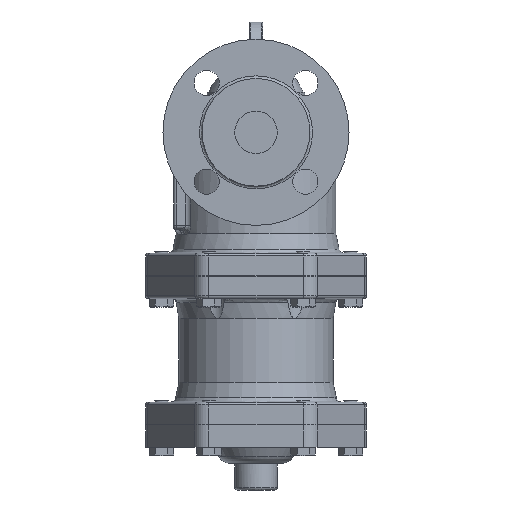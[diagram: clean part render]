
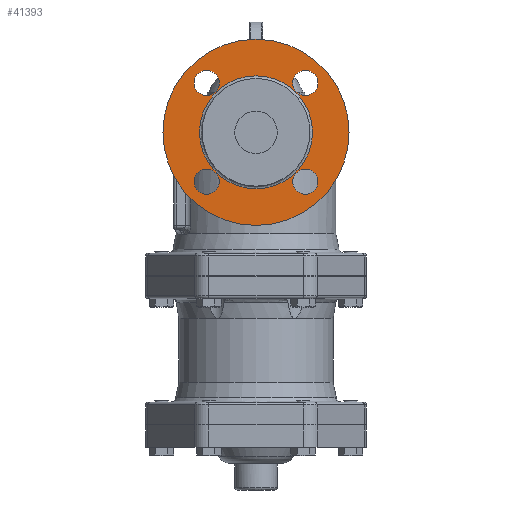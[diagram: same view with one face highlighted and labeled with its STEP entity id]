
A CAD part, left-side view. The second image highlights one B-rep face of the part: STEP entity #41393.
In plain terms, the highlighted free-form (B-spline) face has degree [1, 1] with [2, 2] control points.
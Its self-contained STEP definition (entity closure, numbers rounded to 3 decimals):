
#41315=CARTESIAN_POINT('',(-105.5,0.0,150.5));
#41316=VERTEX_POINT('',#41315);
#41317=CARTESIAN_POINT('',(-105.5,0.0,108.0));
#41318=DIRECTION('',(-1.0,0.0,0.0));
#41319=DIRECTION('',(0.0,0.0,-1.0));
#41320=AXIS2_PLACEMENT_3D('',#41317,#41318,#41319);
#41321=CIRCLE('',#41320,42.5);
#41322=EDGE_CURVE('',#41316,#41316,#41321,.T.);
#41330=CARTESIAN_POINT('',(-105.5,70.0,178.0));
#41331=CARTESIAN_POINT('',(-105.5,70.0,38.0));
#41332=CARTESIAN_POINT('',(-105.5,-70.0,178.0));
#41333=CARTESIAN_POINT('',(-105.5,-70.0,38.0));
#41334=B_SPLINE_SURFACE_WITH_KNOTS('',1,1,((#41330,#41332),(#41331,#41333)),.UNSPECIFIED.,.F.,.F.,.U.,(2,2),(2,2),(0.0,140.0),(0.0,140.0),.UNSPECIFIED.);
#41335=CARTESIAN_POINT('',(-105.5,0.0,178.0));
#41336=VERTEX_POINT('',#41335);
#41337=CARTESIAN_POINT('',(-105.5,0.0,108.0));
#41338=DIRECTION('',(-1.0,0.0,0.0));
#41339=DIRECTION('',(0.0,0.0,1.0));
#41340=AXIS2_PLACEMENT_3D('',#41337,#41338,#41339);
#41341=CIRCLE('',#41340,70.0);
#41342=EDGE_CURVE('',#41336,#41336,#41341,.T.);
#41343=ORIENTED_EDGE('',*,*,#41342,.T.);
#41344=EDGE_LOOP('',(#41343));
#41345=FACE_OUTER_BOUND('',#41344,.T.);
#41346=CARTESIAN_POINT('',(-105.5,-27.623,70.877));
#41347=VERTEX_POINT('',#41346);
#41348=CARTESIAN_POINT('',(-105.5,-37.123,70.877));
#41349=DIRECTION('',(1.0,0.0,0.0));
#41350=DIRECTION('',(0.0,1.0,0.0));
#41351=AXIS2_PLACEMENT_3D('',#41348,#41349,#41350);
#41352=CIRCLE('',#41351,9.5);
#41353=EDGE_CURVE('',#41347,#41347,#41352,.T.);
#41354=ORIENTED_EDGE('',*,*,#41353,.T.);
#41355=EDGE_LOOP('',(#41354));
#41356=FACE_BOUND('',#41355,.T.);
#41357=CARTESIAN_POINT('',(-105.5,37.123,80.377));
#41358=VERTEX_POINT('',#41357);
#41359=CARTESIAN_POINT('',(-105.5,37.123,70.877));
#41360=DIRECTION('',(1.0,0.0,0.0));
#41361=DIRECTION('',(0.0,0.0,1.0));
#41362=AXIS2_PLACEMENT_3D('',#41359,#41360,#41361);
#41363=CIRCLE('',#41362,9.5);
#41364=EDGE_CURVE('',#41358,#41358,#41363,.T.);
#41365=ORIENTED_EDGE('',*,*,#41364,.T.);
#41366=EDGE_LOOP('',(#41365));
#41367=FACE_BOUND('',#41366,.T.);
#41368=CARTESIAN_POINT('',(-105.5,27.623,145.123));
#41369=VERTEX_POINT('',#41368);
#41370=CARTESIAN_POINT('',(-105.5,37.123,145.123));
#41371=DIRECTION('',(1.0,0.0,0.0));
#41372=DIRECTION('',(0.0,-1.0,0.0));
#41373=AXIS2_PLACEMENT_3D('',#41370,#41371,#41372);
#41374=CIRCLE('',#41373,9.5);
#41375=EDGE_CURVE('',#41369,#41369,#41374,.T.);
#41376=ORIENTED_EDGE('',*,*,#41375,.T.);
#41377=EDGE_LOOP('',(#41376));
#41378=FACE_BOUND('',#41377,.T.);
#41379=CARTESIAN_POINT('',(-105.5,-37.123,135.623));
#41380=VERTEX_POINT('',#41379);
#41381=CARTESIAN_POINT('',(-105.5,-37.123,145.123));
#41382=DIRECTION('',(1.0,0.0,0.0));
#41383=DIRECTION('',(0.0,0.0,-1.0));
#41384=AXIS2_PLACEMENT_3D('',#41381,#41382,#41383);
#41385=CIRCLE('',#41384,9.5);
#41386=EDGE_CURVE('',#41380,#41380,#41385,.T.);
#41387=ORIENTED_EDGE('',*,*,#41386,.T.);
#41388=EDGE_LOOP('',(#41387));
#41389=FACE_BOUND('',#41388,.T.);
#41390=ORIENTED_EDGE('',*,*,#41322,.F.);
#41391=EDGE_LOOP('',(#41390));
#41392=FACE_BOUND('',#41391,.T.);
#41393=ADVANCED_FACE('',(#41345,#41356,#41367,#41378,#41389,#41392),#41334,.T.);
